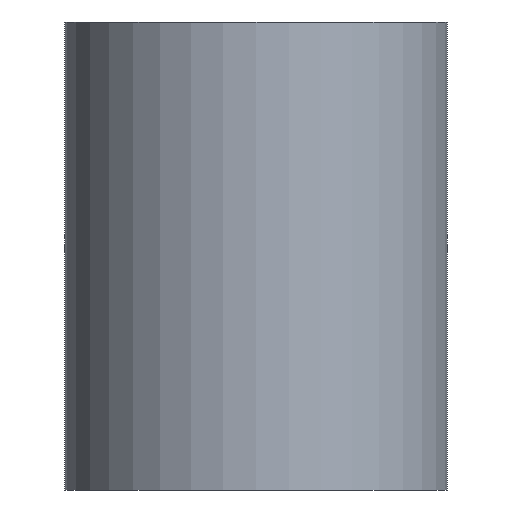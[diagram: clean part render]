
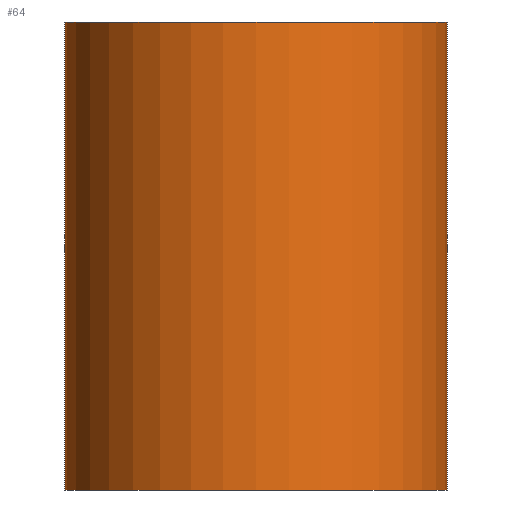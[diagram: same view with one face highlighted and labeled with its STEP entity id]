
A CAD part, front view. The second image highlights one B-rep face of the part: STEP entity #64.
In plain terms, the highlighted cylindrical face has radius 3.15 mm (diameter 6.3 mm), a partial arc.
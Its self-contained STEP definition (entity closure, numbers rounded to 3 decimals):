
#3 = EDGE_CURVE ( 'NONE', #9, #94, #31, .T. ) ;
#4 = CIRCLE ( 'NONE', #70, 3.15 ) ;
#7 = DIRECTION ( 'NONE',  ( 0., 0., -1. ) ) ;
#9 = VERTEX_POINT ( 'NONE', #86 ) ;
#10 = VERTEX_POINT ( 'NONE', #61 ) ;
#22 = EDGE_CURVE ( 'NONE', #26, #9, #4, .T. ) ;
#24 = ORIENTED_EDGE ( 'NONE', *, *, #3, .F. ) ;
#26 = VERTEX_POINT ( 'NONE', #40 ) ;
#27 = FACE_OUTER_BOUND ( 'NONE', #62, .T. ) ;
#31 = LINE ( 'NONE', #34, #42 ) ;
#34 = CARTESIAN_POINT ( 'NONE',  ( 3.15, 0., 7.7 ) ) ;
#36 = DIRECTION ( 'NONE',  ( -1., 0., 0. ) ) ;
#38 = CARTESIAN_POINT ( 'NONE',  ( -3.15, 0., 7.7 ) ) ;
#40 = CARTESIAN_POINT ( 'NONE',  ( -3.15, 0., 7.7 ) ) ;
#42 = VECTOR ( 'NONE', #112, 1000. ) ;
#43 = DIRECTION ( 'NONE',  ( 0., 0., -1. ) ) ;
#48 = EDGE_CURVE ( 'NONE', #26, #10, #81, .T. ) ;
#49 = CARTESIAN_POINT ( 'NONE',  ( 3.15, 0., 0. ) ) ;
#51 = CARTESIAN_POINT ( 'NONE',  ( 0., 0., 0. ) ) ;
#53 = CYLINDRICAL_SURFACE ( 'NONE', #89, 3.15 ) ;
#57 = EDGE_CURVE ( 'NONE', #10, #94, #116, .T. ) ;
#61 = CARTESIAN_POINT ( 'NONE',  ( -3.15, 0., 0. ) ) ;
#62 = EDGE_LOOP ( 'NONE', ( #24, #104, #98, #73 ) ) ;
#64 = ADVANCED_FACE ( 'NONE', ( #27 ), #53, .T. ) ;
#70 = AXIS2_PLACEMENT_3D ( 'NONE', #103, #74, #84 ) ;
#73 = ORIENTED_EDGE ( 'NONE', *, *, #57, .T. ) ;
#74 = DIRECTION ( 'NONE',  ( 0., 0., 1. ) ) ;
#81 = LINE ( 'NONE', #38, #83 ) ;
#83 = VECTOR ( 'NONE', #43, 1000. ) ;
#84 = DIRECTION ( 'NONE',  ( 1., 0., 0. ) ) ;
#86 = CARTESIAN_POINT ( 'NONE',  ( 3.15, 0., 7.7 ) ) ;
#89 = AXIS2_PLACEMENT_3D ( 'NONE', #121, #7, #36 ) ;
#94 = VERTEX_POINT ( 'NONE', #49 ) ;
#98 = ORIENTED_EDGE ( 'NONE', *, *, #48, .T. ) ;
#103 = CARTESIAN_POINT ( 'NONE',  ( 0., 0., 7.7 ) ) ;
#104 = ORIENTED_EDGE ( 'NONE', *, *, #22, .F. ) ;
#106 = AXIS2_PLACEMENT_3D ( 'NONE', #51, #114, #115 ) ;
#112 = DIRECTION ( 'NONE',  ( 0., 0., -1. ) ) ;
#114 = DIRECTION ( 'NONE',  ( 0., 0., 1. ) ) ;
#115 = DIRECTION ( 'NONE',  ( 1., 0., 0. ) ) ;
#116 = CIRCLE ( 'NONE', #106, 3.15 ) ;
#121 = CARTESIAN_POINT ( 'NONE',  ( 0., 0., 7.7 ) ) ;
